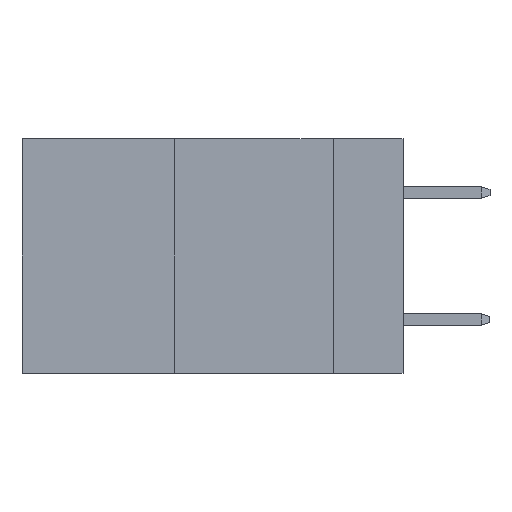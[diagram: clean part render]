
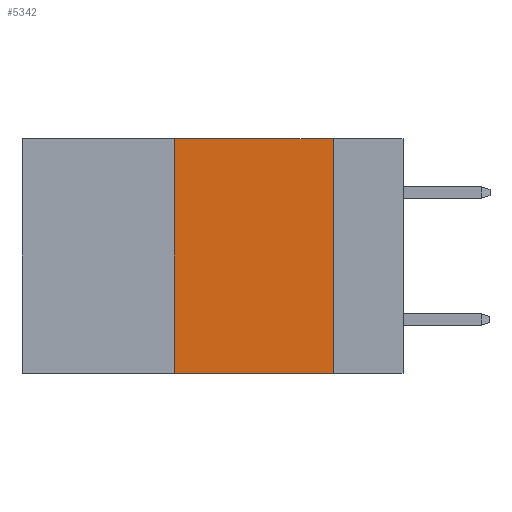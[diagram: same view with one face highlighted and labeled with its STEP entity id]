
A CAD part, left-side view. The second image highlights one B-rep face of the part: STEP entity #5342.
In plain terms, the highlighted planar face has unit normal (-1, 0, 0).
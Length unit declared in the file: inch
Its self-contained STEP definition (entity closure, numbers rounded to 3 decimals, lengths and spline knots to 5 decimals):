
#3 = VERTEX_POINT ( 'NONE', #11792 ) ;
#88 = EDGE_CURVE ( 'NONE', #4124, #3, #6926, .T. ) ;
#324 = EDGE_CURVE ( 'NONE', #5950, #3, #8428, .T. ) ;
#412 = ORIENTED_EDGE ( 'NONE', *, *, #1490, .F. ) ;
#1323 = CARTESIAN_POINT ( 'NONE',  ( 0., 0.6, 0. ) ) ;
#1490 = EDGE_CURVE ( 'NONE', #5950, #9452, #3784, .T. ) ;
#1760 = CARTESIAN_POINT ( 'NONE',  ( 0., 0.6, 0. ) ) ;
#1840 = DIRECTION ( 'NONE',  ( 0., 0., -1. ) ) ;
#2044 = ORIENTED_EDGE ( 'NONE', *, *, #88, .F. ) ;
#2182 = CARTESIAN_POINT ( 'NONE',  ( 0., 0.6, -0.37 ) ) ;
#2757 = ORIENTED_EDGE ( 'NONE', *, *, #324, .T. ) ;
#2991 = DIRECTION ( 'NONE',  ( 0., 0., -1. ) ) ;
#3784 = LINE ( 'NONE', #7965, #7427 ) ;
#4124 = VERTEX_POINT ( 'NONE', #5508 ) ;
#4591 = CARTESIAN_POINT ( 'NONE',  ( 0., 0.36, -0.37 ) ) ;
#5342 = ADVANCED_FACE ( 'NONE', ( #9236 ), #8209, .F. ) ;
#5508 = CARTESIAN_POINT ( 'NONE',  ( 0., 0.11, 0. ) ) ;
#5524 = CARTESIAN_POINT ( 'NONE',  ( 0., 0.36, 0. ) ) ;
#5910 = DIRECTION ( 'NONE',  ( 0., 0., 1. ) ) ;
#5950 = VERTEX_POINT ( 'NONE', #4591 ) ;
#5957 = CARTESIAN_POINT ( 'NONE',  ( 0., 0.11, 0. ) ) ;
#6196 = VECTOR ( 'NONE', #10550, 39.37008 ) ;
#6926 = LINE ( 'NONE', #5957, #8194 ) ;
#7427 = VECTOR ( 'NONE', #5910, 39.37008 ) ;
#7965 = CARTESIAN_POINT ( 'NONE',  ( 0., 0.36, 0. ) ) ;
#8194 = VECTOR ( 'NONE', #1840, 39.37008 ) ;
#8209 = PLANE ( 'NONE',  #10561 ) ;
#8428 = LINE ( 'NONE', #2182, #6196 ) ;
#9236 = FACE_OUTER_BOUND ( 'NONE', #10090, .T. ) ;
#9452 = VERTEX_POINT ( 'NONE', #5524 ) ;
#9534 = VECTOR ( 'NONE', #9680, 39.37008 ) ;
#9680 = DIRECTION ( 'NONE',  ( 0., -1., 0. ) ) ;
#10090 = EDGE_LOOP ( 'NONE', ( #2044, #10416, #412, #2757 ) ) ;
#10416 = ORIENTED_EDGE ( 'NONE', *, *, #11361, .F. ) ;
#10550 = DIRECTION ( 'NONE',  ( 0., -1., 0. ) ) ;
#10561 = AXIS2_PLACEMENT_3D ( 'NONE', #1760, #12397, #2991 ) ;
#11361 = EDGE_CURVE ( 'NONE', #9452, #4124, #11754, .T. ) ;
#11754 = LINE ( 'NONE', #1323, #9534 ) ;
#11792 = CARTESIAN_POINT ( 'NONE',  ( 0., 0.11, -0.37 ) ) ;
#12397 = DIRECTION ( 'NONE',  ( 1., 0., 0. ) ) ;
